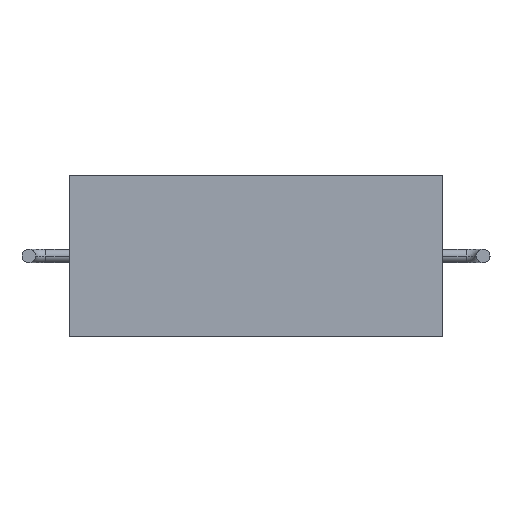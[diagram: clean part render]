
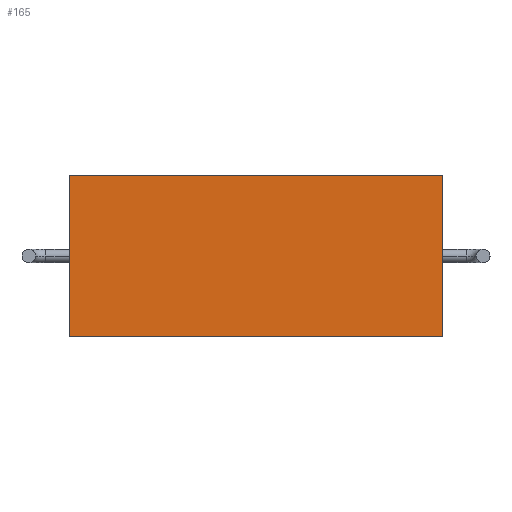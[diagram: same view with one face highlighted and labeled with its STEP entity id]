
A CAD part, front view. The second image highlights one B-rep face of the part: STEP entity #165.
In plain terms, the highlighted planar face has unit normal (0, -1, 0).
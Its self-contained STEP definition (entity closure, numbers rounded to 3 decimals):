
#50 = ORIENTED_EDGE ( 'NONE', *, *, #470, .F. ) ;
#54 = EDGE_CURVE ( 'NONE', #152, #574, #491, .T. ) ;
#57 = CARTESIAN_POINT ( 'NONE',  ( -11., 0., -4.75 ) ) ;
#67 = LINE ( 'NONE', #692, #403 ) ;
#85 = DIRECTION ( 'NONE',  ( 0., 0., -1. ) ) ;
#119 = DIRECTION ( 'NONE',  ( 0., -1., 0. ) ) ;
#134 = PLANE ( 'NONE',  #339 ) ;
#152 = VERTEX_POINT ( 'NONE', #507 ) ;
#165 = ADVANCED_FACE ( 'NONE', ( #207 ), #134, .T. ) ;
#169 = DIRECTION ( 'NONE',  ( -1., 0., 0. ) ) ;
#201 = CARTESIAN_POINT ( 'NONE',  ( 11., 0., 4.75 ) ) ;
#207 = FACE_OUTER_BOUND ( 'NONE', #284, .T. ) ;
#237 = LINE ( 'NONE', #328, #278 ) ;
#268 = ORIENTED_EDGE ( 'NONE', *, *, #508, .F. ) ;
#278 = VECTOR ( 'NONE', #541, 1000. ) ;
#284 = EDGE_LOOP ( 'NONE', ( #50, #268, #362, #319 ) ) ;
#319 = ORIENTED_EDGE ( 'NONE', *, *, #54, .F. ) ;
#328 = CARTESIAN_POINT ( 'NONE',  ( -11., 0., 4.75 ) ) ;
#337 = EDGE_CURVE ( 'NONE', #574, #382, #67, .T. ) ;
#339 = AXIS2_PLACEMENT_3D ( 'NONE', #411, #119, #396 ) ;
#359 = VECTOR ( 'NONE', #85, 1000. ) ;
#362 = ORIENTED_EDGE ( 'NONE', *, *, #337, .F. ) ;
#382 = VERTEX_POINT ( 'NONE', #512 ) ;
#396 = DIRECTION ( 'NONE',  ( 0., 0., -1. ) ) ;
#399 = VERTEX_POINT ( 'NONE', #678 ) ;
#403 = VECTOR ( 'NONE', #415, 1000. ) ;
#411 = CARTESIAN_POINT ( 'NONE',  ( 0., 0., 0. ) ) ;
#415 = DIRECTION ( 'NONE',  ( 0., 0., 1. ) ) ;
#464 = LINE ( 'NONE', #201, #359 ) ;
#470 = EDGE_CURVE ( 'NONE', #399, #152, #464, .T. ) ;
#491 = LINE ( 'NONE', #658, #531 ) ;
#507 = CARTESIAN_POINT ( 'NONE',  ( 11., 0., -4.75 ) ) ;
#508 = EDGE_CURVE ( 'NONE', #382, #399, #237, .T. ) ;
#512 = CARTESIAN_POINT ( 'NONE',  ( -11., 0., 4.75 ) ) ;
#531 = VECTOR ( 'NONE', #169, 1000. ) ;
#541 = DIRECTION ( 'NONE',  ( 1., 0., 0. ) ) ;
#574 = VERTEX_POINT ( 'NONE', #57 ) ;
#658 = CARTESIAN_POINT ( 'NONE',  ( -11., 0., -4.75 ) ) ;
#678 = CARTESIAN_POINT ( 'NONE',  ( 11., 0., 4.75 ) ) ;
#692 = CARTESIAN_POINT ( 'NONE',  ( -11., 0., 4.75 ) ) ;
